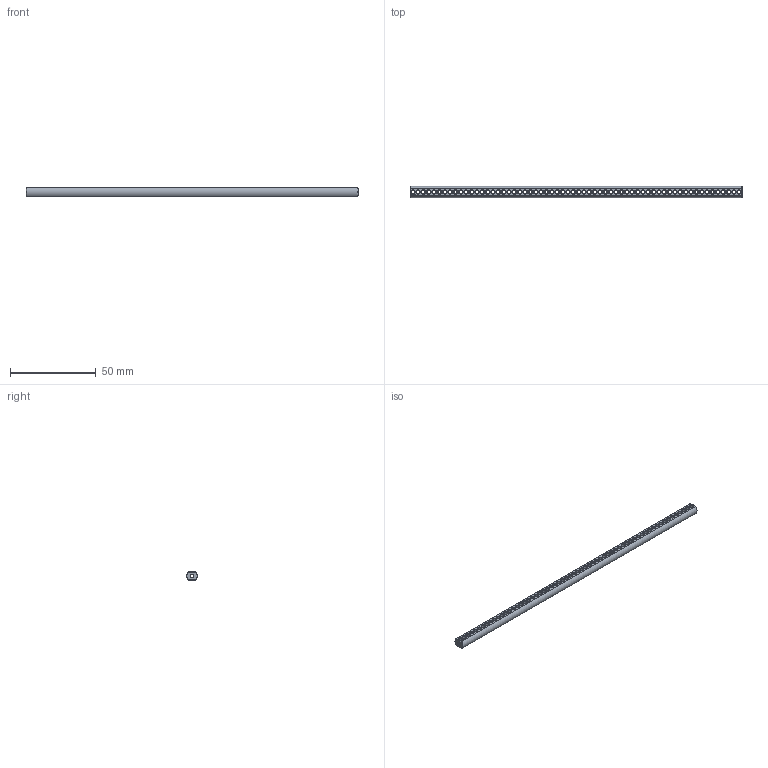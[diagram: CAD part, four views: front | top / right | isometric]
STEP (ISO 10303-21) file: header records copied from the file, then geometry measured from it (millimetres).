
FILE_DESCRIPTION(('FreeCAD Model'),'2;1');
FILE_NAME('Open CASCADE Shape Model','2024-06-18T14:49:35',(''),(''), 'Open CASCADE STEP processor 7.6','FreeCAD','Unknown');
FILE_SCHEMA(('AUTOMOTIVE_DESIGN { 1 0 10303 214 1 1 1 1 }'));
Length unit declared in the file: millimetre
Products named in the file (1): Shaft IDX BU15.50 - SPN-SFT-0182 (stemfie.org)
Bounding box: 193.75 x 6.6 x 5 mm (x, y, z)
Volume: 4421.9 mm3; surface area: 5575.4 mm2
Topology: 1 solids, 1 shells, 790 faces, 2399 edges, 1514 vertices
Faces by surface type: plane 315, cylinder 189, extrusion 158, cone 128
Full cylindrical faces by diameter (mm): 2 x187
Entity records: 27563 total; most frequent: CARTESIAN_POINT 5652, ORIENTED_EDGE 4798, DIRECTION 4277, EDGE_CURVE 2399, VERTEX_POINT 1514, VECTOR 1471, AXIS2_PLACEMENT_3D 1403, LINE 1313
